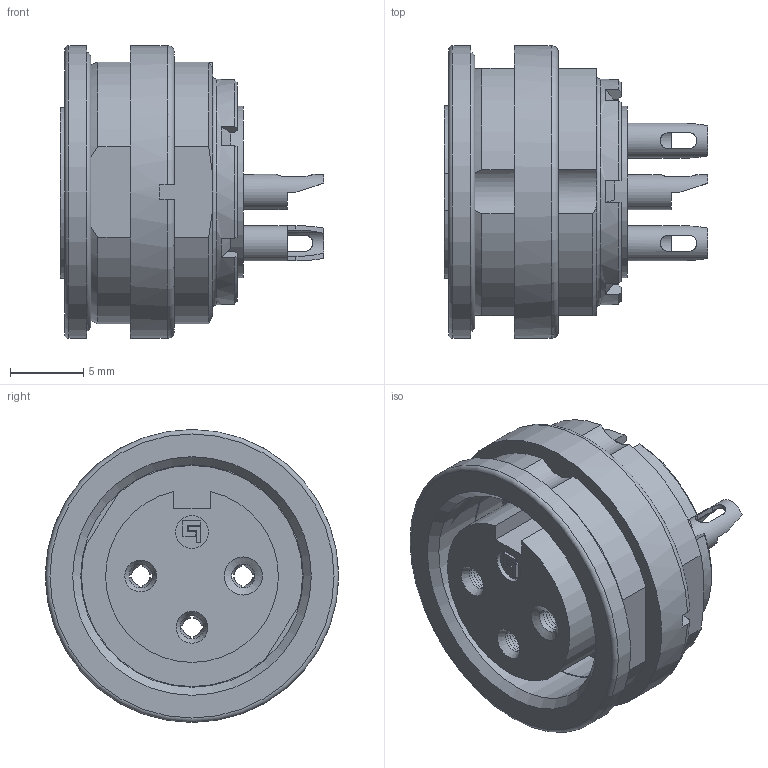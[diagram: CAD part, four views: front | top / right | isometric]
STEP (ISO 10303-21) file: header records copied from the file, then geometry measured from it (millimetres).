
FILE_DESCRIPTION(/* description */ (''),/* implementation_level */ '2;1');
FILE_NAME(/* name */ '09-0108-00-03_bg.stp',/* time_stamp */ '2011-02-16T14:35:03+01:00',/* author */ (''),/* organization */ (''),/* preprocessor_version */ 'ST-DEVELOPER v11',/* originating_system */ 'UGS - NX 5.0',/* authorisation */ '');
FILE_SCHEMA (('CONFIG_CONTROL_DESIGN'));
Length unit declared in the file: millimetre
Products named in the file (1): kborFED7pb5f
Bounding box: 18 x 20 x 20 mm (x, y, z)
Volume: 2573.3 mm3; surface area: 2480.5 mm2
Topology: 1 solids, 1 shells, 257 faces, 664 edges, 435 vertices
Faces by surface type: plane 128, cone 46, cylinder 37, revolution 18, torus 17, bspline 11
Full cylindrical faces by diameter (mm): 1.6 x3, 1.8 x3, 2.25 x1, 2.4 x3, 11.7 x1, 15.1 x1, 15.188 x1, 15.4 x1, 20 x2
Entity records: 8528 total; most frequent: CARTESIAN_POINT 2454, ORIENTED_EDGE 1260, DIRECTION 1166, EDGE_CURVE 630, AXIS2_PLACEMENT_3D 442, VERTEX_POINT 424, EDGE_LOOP 318, LINE 264
